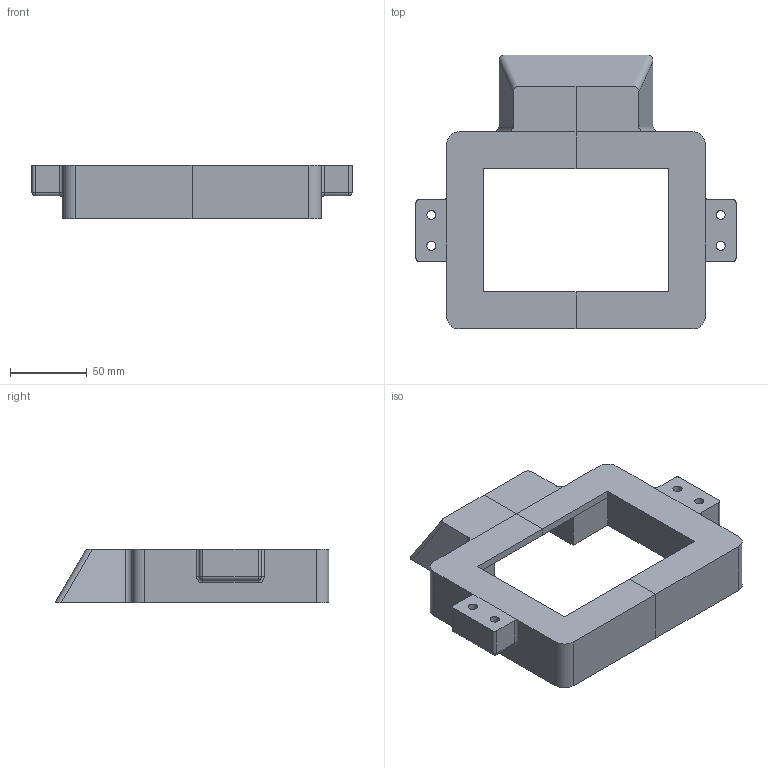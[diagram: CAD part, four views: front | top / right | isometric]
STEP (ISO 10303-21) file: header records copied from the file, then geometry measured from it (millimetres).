
FILE_DESCRIPTION(('FreeCAD Model'),'2;1');
FILE_NAME('VAT.step' ,'2015-03-24T13:05:14',('FreeCAD'),('FreeCAD'), 'Open CASCADE STEP processor 6.5','FreeCAD','Unknown');
FILE_SCHEMA(('AUTOMOTIVE_DESIGN_CC2 { 1 2 10303 214 -1 1 5 4 }'));
Length unit declared in the file: millimetre
Products named in the file (1): VAT
Bounding box: 208 x 178 x 35 mm (x, y, z)
Volume: 383424.6 mm3; surface area: 77624.9 mm2
Topology: 1 solids, 1 shells, 82 faces, 222 edges, 136 vertices
Faces by surface type: plane 46, cylinder 28, torus 4, sphere 4
Full cylindrical faces by diameter (mm): 6 x4
Entity records: 6030 total; most frequent: CARTESIAN_POINT 1097, DIRECTION 816, LINE 502, VECTOR 502, ORIENTED_EDGE 436, PCURVE 436, DEFINITIONAL_REPRESENTATION 436, EDGE_CURVE 218
